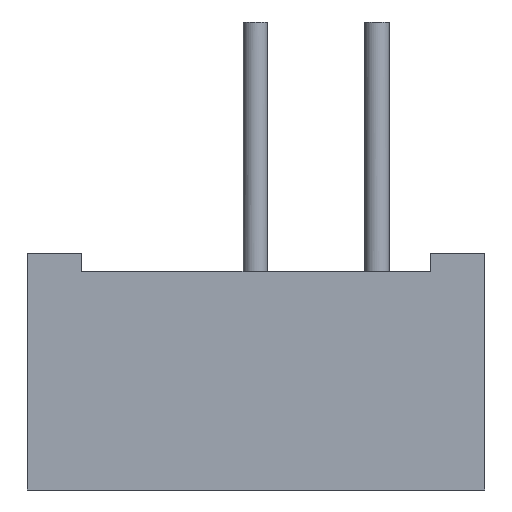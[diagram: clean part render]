
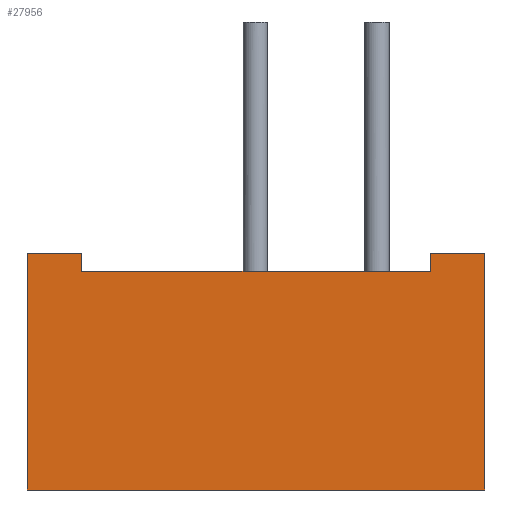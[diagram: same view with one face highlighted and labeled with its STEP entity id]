
A CAD part, front view. The second image highlights one B-rep face of the part: STEP entity #27956.
In plain terms, the highlighted planar face has unit normal (0, -1, 0).
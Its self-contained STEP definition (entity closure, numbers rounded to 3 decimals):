
#232 = VERTEX_POINT ( 'NONE', #31860 ) ;
#2434 = DIRECTION ( 'NONE',  ( -1., 0., 0. ) ) ;
#2699 = VECTOR ( 'NONE', #22512, 1000. ) ;
#3418 = DIRECTION ( 'NONE',  ( -1., 0., 0. ) ) ;
#3780 = VERTEX_POINT ( 'NONE', #19697 ) ;
#5467 = CARTESIAN_POINT ( 'NONE',  ( 0., 0., -0.099 ) ) ;
#5505 = VECTOR ( 'NONE', #3418, 1000. ) ;
#5616 = ORIENTED_EDGE ( 'NONE', *, *, #22216, .T. ) ;
#6917 = CARTESIAN_POINT ( 'NONE',  ( 4.788, 0., 4.953 ) ) ;
#6974 = EDGE_CURVE ( 'NONE', #17852, #8515, #34876, .T. ) ;
#7032 = VECTOR ( 'NONE', #37864, 1000. ) ;
#7313 = ORIENTED_EDGE ( 'NONE', *, *, #6974, .T. ) ;
#7383 = CARTESIAN_POINT ( 'NONE',  ( 1.143, 0., -0.099 ) ) ;
#7596 = ORIENTED_EDGE ( 'NONE', *, *, #36294, .T. ) ;
#8515 = VERTEX_POINT ( 'NONE', #12003 ) ;
#8862 = EDGE_CURVE ( 'NONE', #30072, #33729, #19212, .T. ) ;
#8953 = DIRECTION ( 'NONE',  ( 0., 0., 1. ) ) ;
#9151 = VECTOR ( 'NONE', #20915, 1000. ) ;
#9232 = ORIENTED_EDGE ( 'NONE', *, *, #35381, .T. ) ;
#9602 = CARTESIAN_POINT ( 'NONE',  ( 1.143, 0., 4.953 ) ) ;
#9854 = VECTOR ( 'NONE', #8953, 1000. ) ;
#9883 = VECTOR ( 'NONE', #2434, 1000. ) ;
#10510 = DIRECTION ( 'NONE',  ( 0., 0., 1. ) ) ;
#12002 = EDGE_CURVE ( 'NONE', #33729, #3780, #35541, .T. ) ;
#12003 = CARTESIAN_POINT ( 'NONE',  ( 8.433, 0., 4.572 ) ) ;
#12416 = LINE ( 'NONE', #6917, #5505 ) ;
#12470 = DIRECTION ( 'NONE',  ( 0., 0., -1. ) ) ;
#12571 = CARTESIAN_POINT ( 'NONE',  ( 1.143, 0., 4.572 ) ) ;
#13506 = CARTESIAN_POINT ( 'NONE',  ( 4.788, 0., 0. ) ) ;
#13684 = VERTEX_POINT ( 'NONE', #9602 ) ;
#13715 = CARTESIAN_POINT ( 'NONE',  ( 0., 0., 0. ) ) ;
#16069 = VECTOR ( 'NONE', #10510, 1000. ) ;
#17099 = DIRECTION ( 'NONE',  ( 0., 0., -1. ) ) ;
#17775 = CARTESIAN_POINT ( 'NONE',  ( 9.576, 0., -0.099 ) ) ;
#17852 = VERTEX_POINT ( 'NONE', #35611 ) ;
#18388 = EDGE_LOOP ( 'NONE', ( #9232, #7596, #25831, #27978, #35894, #22384, #7313, #5616 ) ) ;
#19212 = LINE ( 'NONE', #13506, #2699 ) ;
#19656 = CARTESIAN_POINT ( 'NONE',  ( 9.576, 0., 0. ) ) ;
#19697 = CARTESIAN_POINT ( 'NONE',  ( 9.576, 0., 4.953 ) ) ;
#20915 = DIRECTION ( 'NONE',  ( -1., 0., 0. ) ) ;
#21862 = DIRECTION ( 'NONE',  ( 0., -1., 0. ) ) ;
#22216 = EDGE_CURVE ( 'NONE', #8515, #31759, #29908, .T. ) ;
#22384 = ORIENTED_EDGE ( 'NONE', *, *, #22911, .T. ) ;
#22512 = DIRECTION ( 'NONE',  ( 1., 0., 0. ) ) ;
#22911 = EDGE_CURVE ( 'NONE', #3780, #17852, #12416, .T. ) ;
#23283 = CARTESIAN_POINT ( 'NONE',  ( 4.788, 0., 4.572 ) ) ;
#23301 = AXIS2_PLACEMENT_3D ( 'NONE', #28115, #21862, #12470 ) ;
#24565 = VECTOR ( 'NONE', #17099, 1000. ) ;
#24875 = LINE ( 'NONE', #5467, #7032 ) ;
#25571 = LINE ( 'NONE', #34288, #9883 ) ;
#25831 = ORIENTED_EDGE ( 'NONE', *, *, #28590, .T. ) ;
#27922 = PLANE ( 'NONE',  #23301 ) ;
#27956 = ADVANCED_FACE ( 'NONE', ( #36849 ), #27922, .T. ) ;
#27978 = ORIENTED_EDGE ( 'NONE', *, *, #8862, .T. ) ;
#28115 = CARTESIAN_POINT ( 'NONE',  ( 4.788, 0., -0.099 ) ) ;
#28590 = EDGE_CURVE ( 'NONE', #232, #30072, #24875, .T. ) ;
#29908 = LINE ( 'NONE', #23283, #9151 ) ;
#30072 = VERTEX_POINT ( 'NONE', #13715 ) ;
#31239 = LINE ( 'NONE', #7383, #16069 ) ;
#31376 = CARTESIAN_POINT ( 'NONE',  ( 8.433, 0., -0.099 ) ) ;
#31759 = VERTEX_POINT ( 'NONE', #12571 ) ;
#31860 = CARTESIAN_POINT ( 'NONE',  ( 0., 0., 4.953 ) ) ;
#33729 = VERTEX_POINT ( 'NONE', #19656 ) ;
#34288 = CARTESIAN_POINT ( 'NONE',  ( 4.788, 0., 4.953 ) ) ;
#34876 = LINE ( 'NONE', #31376, #24565 ) ;
#35381 = EDGE_CURVE ( 'NONE', #31759, #13684, #31239, .T. ) ;
#35541 = LINE ( 'NONE', #17775, #9854 ) ;
#35611 = CARTESIAN_POINT ( 'NONE',  ( 8.433, 0., 4.953 ) ) ;
#35894 = ORIENTED_EDGE ( 'NONE', *, *, #12002, .T. ) ;
#36294 = EDGE_CURVE ( 'NONE', #13684, #232, #25571, .T. ) ;
#36849 = FACE_OUTER_BOUND ( 'NONE', #18388, .T. ) ;
#37864 = DIRECTION ( 'NONE',  ( 0., 0., -1. ) ) ;
